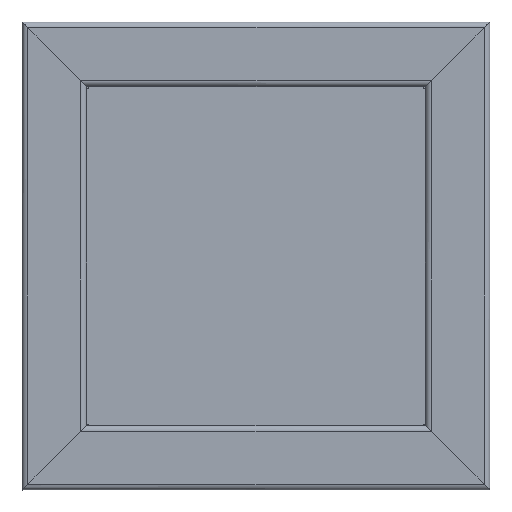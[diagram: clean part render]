
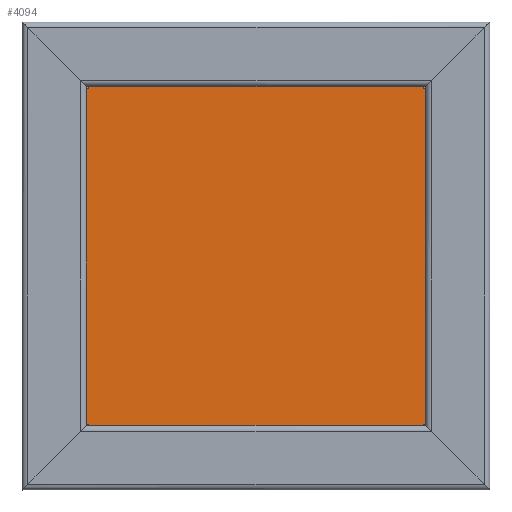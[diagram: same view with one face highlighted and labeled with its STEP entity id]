
A CAD part, top view. The second image highlights one B-rep face of the part: STEP entity #4094.
In plain terms, the highlighted planar face has unit normal (0, 0, 1).
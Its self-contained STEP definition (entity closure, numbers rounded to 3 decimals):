
#102=PLANE('',#4398);
#324=FACE_OUTER_BOUND('',#564,.T.);
#564=EDGE_LOOP('',(#2893,#2894,#2895,#2896,#2897,#2898,#2899,#2900,#2901,
#2902,#2903,#2904));
#854=LINE('',#5933,#1346);
#855=LINE('',#5935,#1347);
#856=LINE('',#5937,#1348);
#857=LINE('',#5939,#1349);
#858=LINE('',#5941,#1350);
#859=LINE('',#5943,#1351);
#860=LINE('',#5945,#1352);
#861=LINE('',#5947,#1353);
#862=LINE('',#5949,#1354);
#863=LINE('',#5951,#1355);
#864=LINE('',#5953,#1356);
#865=LINE('',#5954,#1357);
#1346=VECTOR('',#4850,10.);
#1347=VECTOR('',#4851,10.);
#1348=VECTOR('',#4852,10.);
#1349=VECTOR('',#4853,10.);
#1350=VECTOR('',#4854,10.);
#1351=VECTOR('',#4855,10.);
#1352=VECTOR('',#4856,10.);
#1353=VECTOR('',#4857,10.);
#1354=VECTOR('',#4858,10.);
#1355=VECTOR('',#4859,10.);
#1356=VECTOR('',#4860,10.);
#1357=VECTOR('',#4861,10.);
#1845=VERTEX_POINT('',#5931);
#1846=VERTEX_POINT('',#5932);
#1847=VERTEX_POINT('',#5934);
#1848=VERTEX_POINT('',#5936);
#1849=VERTEX_POINT('',#5938);
#1850=VERTEX_POINT('',#5940);
#1851=VERTEX_POINT('',#5942);
#1852=VERTEX_POINT('',#5944);
#1853=VERTEX_POINT('',#5946);
#1854=VERTEX_POINT('',#5948);
#1855=VERTEX_POINT('',#5950);
#1856=VERTEX_POINT('',#5952);
#2242=EDGE_CURVE('',#1845,#1846,#854,.T.);
#2243=EDGE_CURVE('',#1846,#1847,#855,.T.);
#2244=EDGE_CURVE('',#1847,#1848,#856,.T.);
#2245=EDGE_CURVE('',#1848,#1849,#857,.T.);
#2246=EDGE_CURVE('',#1849,#1850,#858,.T.);
#2247=EDGE_CURVE('',#1850,#1851,#859,.T.);
#2248=EDGE_CURVE('',#1851,#1852,#860,.T.);
#2249=EDGE_CURVE('',#1852,#1853,#861,.T.);
#2250=EDGE_CURVE('',#1853,#1854,#862,.T.);
#2251=EDGE_CURVE('',#1854,#1855,#863,.T.);
#2252=EDGE_CURVE('',#1855,#1856,#864,.T.);
#2253=EDGE_CURVE('',#1856,#1845,#865,.T.);
#2893=ORIENTED_EDGE('',*,*,#2242,.T.);
#2894=ORIENTED_EDGE('',*,*,#2243,.T.);
#2895=ORIENTED_EDGE('',*,*,#2244,.T.);
#2896=ORIENTED_EDGE('',*,*,#2245,.T.);
#2897=ORIENTED_EDGE('',*,*,#2246,.T.);
#2898=ORIENTED_EDGE('',*,*,#2247,.T.);
#2899=ORIENTED_EDGE('',*,*,#2248,.T.);
#2900=ORIENTED_EDGE('',*,*,#2249,.T.);
#2901=ORIENTED_EDGE('',*,*,#2250,.T.);
#2902=ORIENTED_EDGE('',*,*,#2251,.T.);
#2903=ORIENTED_EDGE('',*,*,#2252,.T.);
#2904=ORIENTED_EDGE('',*,*,#2253,.T.);
#4094=ADVANCED_FACE('',(#324),#102,.T.);
#4398=AXIS2_PLACEMENT_3D('',#5930,#4848,#4849);
#4848=DIRECTION('center_axis',(0.,0.,
1.));
#4849=DIRECTION('ref_axis',(1.,0.,0.));
#4850=DIRECTION('',(1.,0.,0.));
#4851=DIRECTION('',(0.,-1.,0.));
#4852=DIRECTION('',(1.,0.,0.));
#4853=DIRECTION('',(0.,1.,0.));
#4854=DIRECTION('',(1.,0.,0.));
#4855=DIRECTION('',(0.,1.,0.));
#4856=DIRECTION('',(-1.,0.,0.));
#4857=DIRECTION('',(0.,1.,0.));
#4858=DIRECTION('',(-1.,0.,0.));
#4859=DIRECTION('',(0.,-1.,0.));
#4860=DIRECTION('',(-1.,0.,0.));
#4861=DIRECTION('',(0.,-1.,0.));
#5930=CARTESIAN_POINT('Origin',(0.,0.,
243.729));
#5931=CARTESIAN_POINT('',(-317.5,-272.5,243.729));
#5932=CARTESIAN_POINT('',(-272.5,-272.5,243.729));
#5933=CARTESIAN_POINT('',(-362.5,-272.5,243.729));
#5934=CARTESIAN_POINT('',(-272.5,-317.5,243.729));
#5935=CARTESIAN_POINT('',(-272.5,-272.5,243.729));
#5936=CARTESIAN_POINT('',(272.5,-317.5,243.729));
#5937=CARTESIAN_POINT('',(-317.5,-317.5,243.729));
#5938=CARTESIAN_POINT('',(272.5,-272.5,243.729));
#5939=CARTESIAN_POINT('',(272.5,-362.5,243.729));
#5940=CARTESIAN_POINT('',(317.5,-272.5,243.729));
#5941=CARTESIAN_POINT('',(272.5,-272.5,243.729));
#5942=CARTESIAN_POINT('',(317.5,272.5,243.729));
#5943=CARTESIAN_POINT('',(317.5,-317.5,243.729));
#5944=CARTESIAN_POINT('',(272.5,272.5,243.729));
#5945=CARTESIAN_POINT('',(362.5,272.5,243.729));
#5946=CARTESIAN_POINT('',(272.5,317.5,243.729));
#5947=CARTESIAN_POINT('',(272.5,272.5,243.729));
#5948=CARTESIAN_POINT('',(-272.5,317.5,243.729));
#5949=CARTESIAN_POINT('',(317.5,317.5,243.729));
#5950=CARTESIAN_POINT('',(-272.5,272.5,243.729));
#5951=CARTESIAN_POINT('',(-272.5,362.5,243.729));
#5952=CARTESIAN_POINT('',(-317.5,272.5,243.729));
#5953=CARTESIAN_POINT('',(-272.5,272.5,243.729));
#5954=CARTESIAN_POINT('',(-317.5,317.5,243.729));
